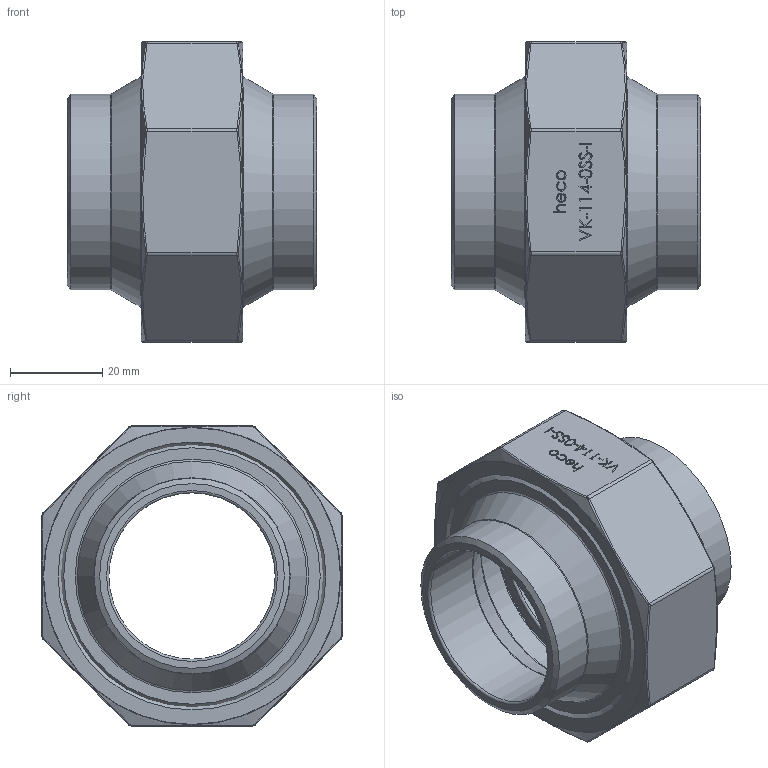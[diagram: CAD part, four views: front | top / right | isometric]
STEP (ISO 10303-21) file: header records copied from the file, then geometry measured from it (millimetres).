
FILE_DESCRIPTION (( 'STEP AP214' ), '1' );
FILE_NAME ('VK-114-0SS-I Verschraubung konisch 2202.STEP', '2022-02-04T12:23:30', ( '' ), ( '' ), 'SwSTEP 2.0', 'SolidWorks 2019', '' );
FILE_SCHEMA (( 'AUTOMOTIVE_DESIGN' ));
Length unit declared in the file: millimetre
Products named in the file (1): VK-114-0SS-I Verschraubung konisch 2202
Bounding box: 54 x 65 x 65 mm (x, y, z)
Volume: 61919.1 mm3; surface area: 30395.1 mm2
Topology: 3 solids, 3 shells, 279 faces, 686 edges, 439 vertices
Faces by surface type: plane 116, bspline 106, torus 25, cylinder 19, cone 13
Full cylindrical faces by diameter (mm): 36 x2, 42.4 x2, 42.5 x2, 51.5 x1, 52 x1, 55.5 x1, 55.84 x1, 58 x1
Entity records: 15325 total; most frequent: CARTESIAN_POINT 6600, ORIENTED_EDGE 1244, DIRECTION 850, EDGE_CURVE 622, VERTEX_POINT 424, EDGE_LOOP 360, LINE 318, VECTOR 318
